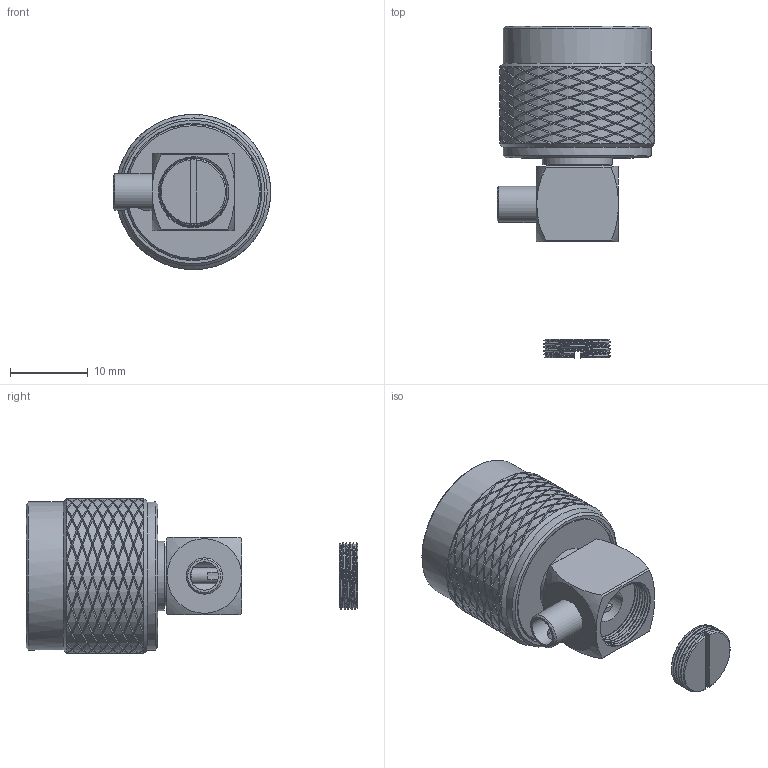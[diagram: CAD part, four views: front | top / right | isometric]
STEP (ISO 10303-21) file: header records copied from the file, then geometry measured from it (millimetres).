
FILE_DESCRIPTION(/* description */ ('Unknown'),/* implementation_level */ '2;1');
FILE_NAME(/* name */ '60439022210721',/* time_stamp */ '2022-04-12T11:20:07+02:00',/* author */ ('Unknown'),/* organization */ ('Unknown'),/* preprocessor_version */ 'ST-DEVELOPER v16.7',/* originating_system */ 'Solid Edge',/* authorisation */ 'Unknown');
FILE_SCHEMA (('AUTOMOTIVE_DESIGN {1 0 10303 214 3 1 1}'));
Products named in the file (1): 60439022210721
Bounding box: 20.3 x 42.8 x 19.98 mm (x, y, z)
Volume: 4029.7 mm3; surface area: 6041.7 mm2
Topology: 2 solids, 2 shells, 1457 faces, 3153 edges, 1683 vertices
Faces by surface type: bspline 913, cylinder 283, plane 157, cone 97, torus 7
Full cylindrical faces by diameter (mm): 1.65 x1, 2.1 x3, 2.15 x2, 2.45 x1, 2.5 x1, 3.64 x1, 4.3 x1, 4.67 x1, 5.75 x1, 5.9 x1, 7 x1, 7.7 x1, 8 x2, 8.2 x1, 9 x1, 16.5 x3, 17.5 x2, 17.7 x2, 19.1 x2
Entity records: 79115 total; most frequent: CARTESIAN_POINT 48145, ORIENTED_EDGE 6158, EDGE_CURVE 3079, DIRECTION 2046, VERTEX_POINT 1657, EDGE_LOOP 1568, FACE_BOUND 1568, ADVANCED_FACE 1456
